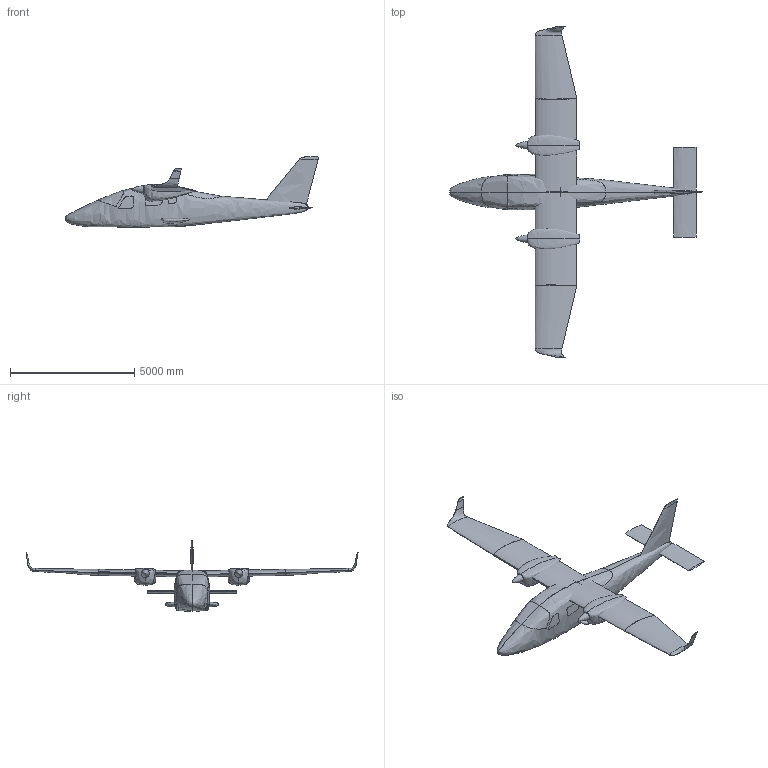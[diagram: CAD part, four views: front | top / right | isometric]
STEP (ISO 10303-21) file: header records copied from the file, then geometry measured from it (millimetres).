
FILE_DESCRIPTION(('FreeCAD Model'),'2;1');
FILE_NAME('Open CASCADE Shape Model','2025-04-26T23:10:11',('FreeCAD'),( 'FreeCAD'),'Open CASCADE STEP processor 7.6','FreeCAD','Unknown');
FILE_SCHEMA(('AUTOMOTIVE_DESIGN { 1 0 10303 214 1 1 1 1 }'));
Length unit declared in the file: millimetre
Products named in the file (1): Open CASCADE STEP translator 7.6 1
Bounding box: 10177.31 x 13345.29 x 2817.91 mm (x, y, z)
Surface area: 102927966 mm2 (no closed solid volume)
Topology: 0 solids, 51 shells, 51 faces, 676 edges, 674 vertices
Faces by surface type: bspline 51
Entity records: 14947 total; most frequent: CARTESIAN_POINT 11923, ORIENTED_EDGE 676, EDGE_CURVE 674, VERTEX_POINT 674, B_SPLINE_CURVE_WITH_KNOTS 670, FACE_BOUND 57, EDGE_LOOP 57, SHELL_BASED_SURFACE_MODEL 51
